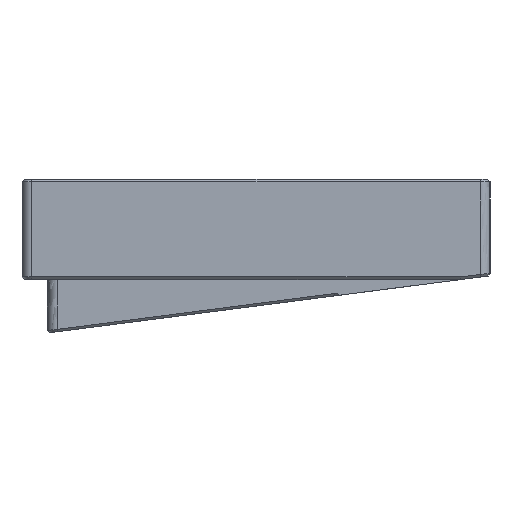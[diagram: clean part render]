
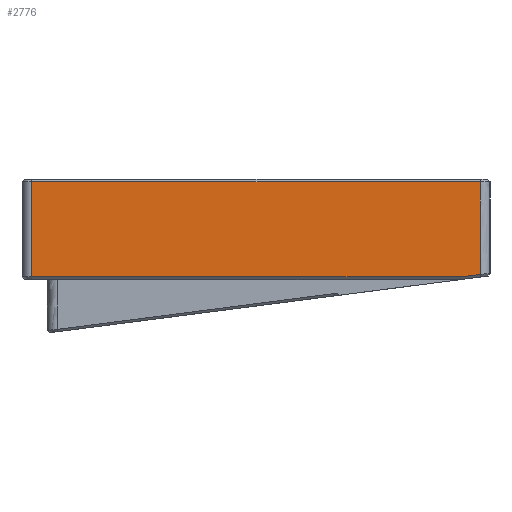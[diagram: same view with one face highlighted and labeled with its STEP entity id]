
A CAD part, left-side view. The second image highlights one B-rep face of the part: STEP entity #2776.
In plain terms, the highlighted planar face has unit normal (-1, 0, 0).
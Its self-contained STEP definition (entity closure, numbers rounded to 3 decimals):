
#161=PLANE('',#2995);
#259=FACE_OUTER_BOUND('',#423,.T.);
#423=EDGE_LOOP('',(#2079,#2080,#2081,#2082,#2083));
#619=LINE('',#4300,#886);
#635=LINE('',#4438,#902);
#636=LINE('',#4442,#903);
#637=LINE('',#4444,#904);
#638=LINE('',#4445,#905);
#886=VECTOR('',#3407,815.166);
#902=VECTOR('',#3435,1000.);
#903=VECTOR('',#3440,812.89);
#904=VECTOR('',#3441,812.89);
#905=VECTOR('',#3442,1000.);
#1273=VERTEX_POINT('',#4293);
#1276=VERTEX_POINT('',#4298);
#1292=VERTEX_POINT('',#4437);
#1293=VERTEX_POINT('',#4441);
#1294=VERTEX_POINT('',#4443);
#1568=EDGE_CURVE('',#1273,#1276,#619,.T.);
#1590=EDGE_CURVE('',#1276,#1292,#635,.T.);
#1592=EDGE_CURVE('',#1293,#1273,#636,.T.);
#1593=EDGE_CURVE('',#1292,#1294,#637,.T.);
#1594=EDGE_CURVE('',#1294,#1293,#638,.F.);
#2079=ORIENTED_EDGE('',*,*,#1592,.T.);
#2080=ORIENTED_EDGE('',*,*,#1568,.T.);
#2081=ORIENTED_EDGE('',*,*,#1590,.T.);
#2082=ORIENTED_EDGE('',*,*,#1593,.T.);
#2083=ORIENTED_EDGE('',*,*,#1594,.T.);
#2776=ADVANCED_FACE('',(#259),#161,.T.);
#2995=AXIS2_PLACEMENT_3D('',#4440,#3438,#3439);
#3407=DIRECTION('',(0.,-0.992,0.128));
#3435=DIRECTION('',(0.,0.,1.));
#3438=DIRECTION('center_axis',(-1.,0.,0.));
#3439=DIRECTION('ref_axis',(0.,0.,1.));
#3440=DIRECTION('',(0.,-1.,0.));
#3441=DIRECTION('',(0.,1.,0.));
#3442=DIRECTION('',(0.,0.,1.));
#4293=CARTESIAN_POINT('',(-155.232,-29.844,11.347));
#4298=CARTESIAN_POINT('',(-155.232,-33.726,11.849));
#4300=CARTESIAN_POINT('',(-155.232,9.767,6.225));
#4437=CARTESIAN_POINT('',(-155.232,-33.726,29.547));
#4438=CARTESIAN_POINT('',(-155.232,-33.726,30.047));
#4440=CARTESIAN_POINT('Origin',(-155.232,9.235,-0.002));
#4441=CARTESIAN_POINT('',(-155.232,52.196,11.347));
#4442=CARTESIAN_POINT('',(-155.232,9.235,11.347));
#4443=CARTESIAN_POINT('',(-155.232,52.196,29.547));
#4444=CARTESIAN_POINT('',(-155.232,52.196,29.547));
#4445=CARTESIAN_POINT('',(-155.232,52.196,-0.002));
